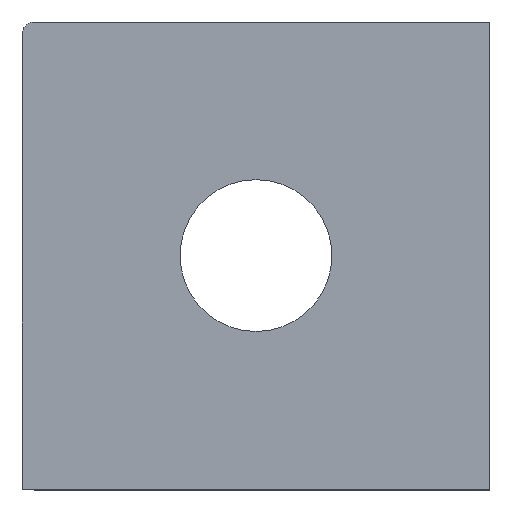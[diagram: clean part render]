
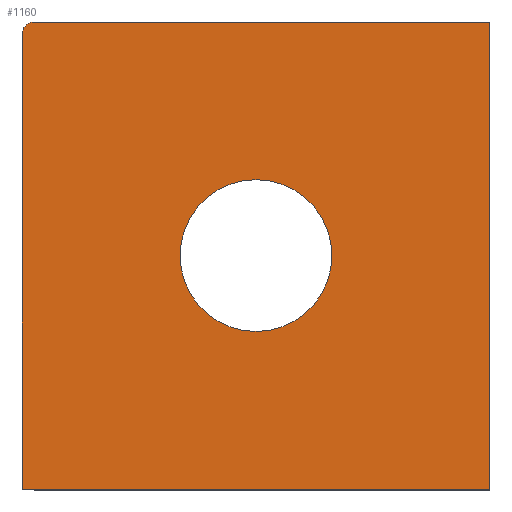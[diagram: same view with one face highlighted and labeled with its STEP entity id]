
A CAD part, top view. The second image highlights one B-rep face of the part: STEP entity #1160.
In plain terms, the highlighted planar face has unit normal (0, 0, 1).
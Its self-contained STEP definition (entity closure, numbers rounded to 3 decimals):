
#127=FACE_BOUND('',#370,.T.);
#136=PLANE('',#1340);
#146=LINE('',#1738,#173);
#148=LINE('',#1743,#175);
#161=LINE('',#3029,#188);
#163=LINE('',#3032,#190);
#173=VECTOR('',#1378,10.);
#175=VECTOR('',#1384,10.);
#188=VECTOR('',#1695,10.);
#190=VECTOR('',#1699,10.);
#286=FACE_OUTER_BOUND('',#369,.T.);
#369=EDGE_LOOP('',(#1071,#1072,#1073,#1074,#1075));
#370=EDGE_LOOP('',(#1076));
#375=CIRCLE('',#1182,0.5);
#438=CIRCLE('',#1310,3.25);
#456=VERTEX_POINT('',#1717);
#457=VERTEX_POINT('',#1718);
#462=VERTEX_POINT('',#1735);
#463=VERTEX_POINT('',#1737);
#542=VERTEX_POINT('',#2981);
#551=VERTEX_POINT('',#3028);
#558=EDGE_CURVE('',#456,#457,#375,.T.);
#568=EDGE_CURVE('',#463,#462,#146,.T.);
#571=EDGE_CURVE('',#462,#457,#148,.T.);
#702=EDGE_CURVE('',#542,#542,#438,.T.);
#724=EDGE_CURVE('',#551,#463,#161,.T.);
#726=EDGE_CURVE('',#456,#551,#163,.T.);
#1071=ORIENTED_EDGE('',*,*,#558,.F.);
#1072=ORIENTED_EDGE('',*,*,#726,.T.);
#1073=ORIENTED_EDGE('',*,*,#724,.T.);
#1074=ORIENTED_EDGE('',*,*,#568,.T.);
#1075=ORIENTED_EDGE('',*,*,#571,.T.);
#1076=ORIENTED_EDGE('',*,*,#702,.T.);
#1160=ADVANCED_FACE('',(#286,#127),#136,.T.);
#1182=AXIS2_PLACEMENT_3D('',#1719,#1359,#1360);
#1310=AXIS2_PLACEMENT_3D('',#2982,#1628,#1629);
#1340=AXIS2_PLACEMENT_3D('',#3033,#1700,#1701);
#1359=DIRECTION('center_axis',(0.,0.,-1.));
#1360=DIRECTION('ref_axis',(-0.707,0.707,0.));
#1378=DIRECTION('',(0.,1.,0.));
#1384=DIRECTION('',(-1.,0.,0.));
#1628=DIRECTION('center_axis',(0.,0.,-1.));
#1629=DIRECTION('ref_axis',(1.,0.,0.));
#1695=DIRECTION('',(1.,0.,0.));
#1699=DIRECTION('',(0.,-1.,0.));
#1700=DIRECTION('center_axis',(0.,0.,1.));
#1701=DIRECTION('ref_axis',(1.,0.,0.));
#1717=CARTESIAN_POINT('',(0.,19.5,20.));
#1718=CARTESIAN_POINT('',(0.5,20.,20.));
#1719=CARTESIAN_POINT('Origin',(0.5,19.5,20.));
#1735=CARTESIAN_POINT('',(20.,20.,20.));
#1737=CARTESIAN_POINT('',(20.,0.,20.));
#1738=CARTESIAN_POINT('',(20.,0.,20.));
#1743=CARTESIAN_POINT('',(20.,20.,20.));
#2981=CARTESIAN_POINT('',(6.75,10.,20.));
#2982=CARTESIAN_POINT('Origin',(10.,10.,20.));
#3028=CARTESIAN_POINT('',(0.,0.,20.));
#3029=CARTESIAN_POINT('',(0.,0.,20.));
#3032=CARTESIAN_POINT('',(0.,20.,20.));
#3033=CARTESIAN_POINT('Origin',(10.,10.,20.));
